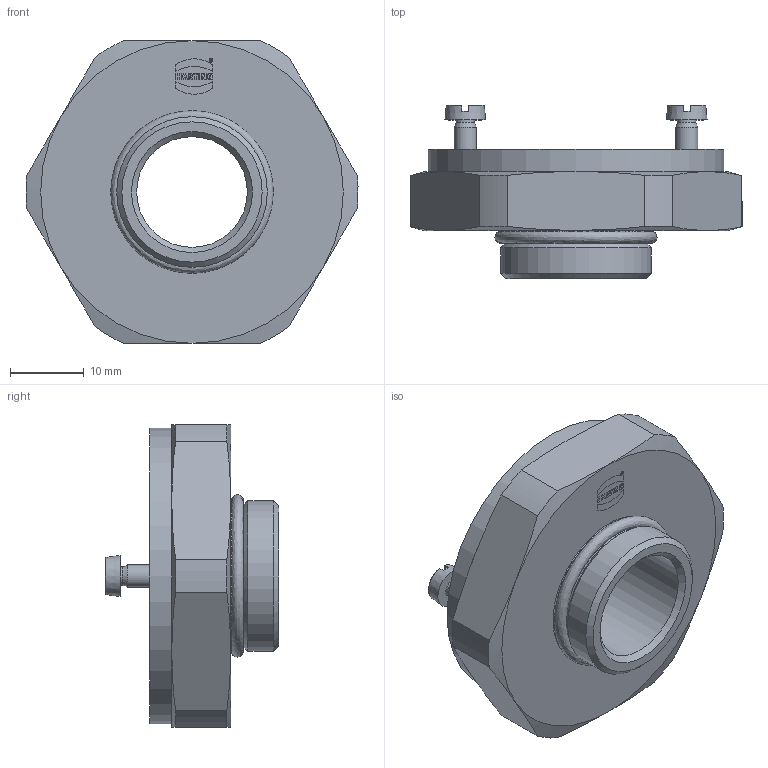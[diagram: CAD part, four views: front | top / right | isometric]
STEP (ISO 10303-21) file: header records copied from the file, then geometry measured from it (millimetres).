
FILE_DESCRIPTION(/* description */ (''),/* implementation_level */ '2;1');
FILE_NAME(/* name */ '100889267ugm000_a.stp',/* time_stamp */ '2020-04-20T13:17:09+02:00',/* author */ (''),/* organization */ (''),/* preprocessor_version */ 'ST-DEVELOPER v16.7',/* originating_system */ 'SIEMENS PLM Software NX 12.0',/* authorisation */ '');
FILE_SCHEMA (('AUTOMOTIVE_DESIGN { 1 0 10303 214 3 1 1 1 }'));
Length unit declared in the file: millimetre
Products named in the file (1): 100889267ugm000_a
Bounding box: 44.98 x 23.5 x 41 mm (x, y, z)
Volume: 13634.1 mm3; surface area: 6550.1 mm2
Topology: 3 solids, 13 shells, 121 faces, 396 edges, 398 vertices
Faces by surface type: plane 52, cone 33, cylinder 30, bspline 5, torus 1
Full cylindrical faces by diameter (mm): 2.46 x12, 2.5 x2, 3 x2, 3.4 x2, 15 x1, 19.2 x2, 20 x1, 20.4 x1, 40 x1
Entity records: 5369 total; most frequent: CARTESIAN_POINT 1084, DIRECTION 634, ORIENTED_EDGE 490, EDGE_CURVE 245, AXIS2_PLACEMENT_3D 233, VERTEX_POINT 221, PRESENTATION_STYLE_ASSIGNMENT 211, EDGE_LOOP 182
